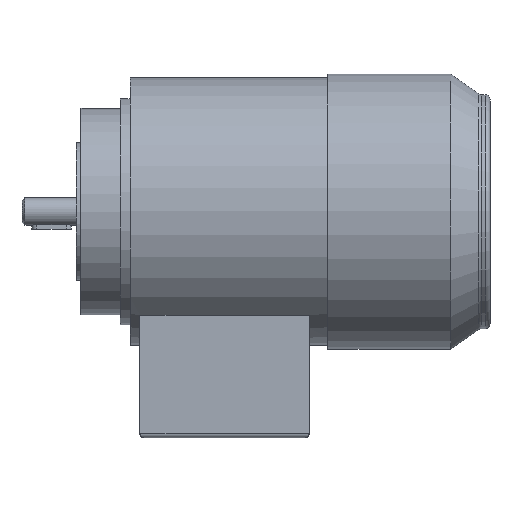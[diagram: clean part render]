
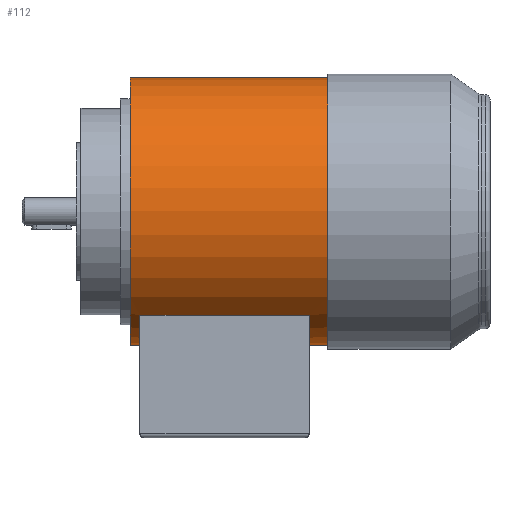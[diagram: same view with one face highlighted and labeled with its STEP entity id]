
A CAD part, top view. The second image highlights one B-rep face of the part: STEP entity #112.
In plain terms, the highlighted cylindrical face has radius 68 mm (diameter 136 mm), a full revolution.
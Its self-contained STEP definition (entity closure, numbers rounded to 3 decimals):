
#112 = ADVANCED_FACE( '', ( #231, #232, #233 ), #234, .T. );
#231 = FACE_OUTER_BOUND( '', #443, .T. );
#232 = FACE_OUTER_BOUND( '', #444, .T. );
#233 = FACE_BOUND( '', #445, .T. );
#234 = CYLINDRICAL_SURFACE( '', #446, 68. );
#443 = EDGE_LOOP( '', ( #793 ) );
#444 = EDGE_LOOP( '', ( #794 ) );
#445 = EDGE_LOOP( '', ( #795, #796, #797, #798 ) );
#446 = AXIS2_PLACEMENT_3D( '', #799, #800, #801 );
#793 = ORIENTED_EDGE( '', *, *, #1062, .F. );
#794 = ORIENTED_EDGE( '', *, *, #1063, .T. );
#795 = ORIENTED_EDGE( '', *, *, #1060, .T. );
#796 = ORIENTED_EDGE( '', *, *, #1064, .T. );
#797 = ORIENTED_EDGE( '', *, *, #1056, .T. );
#798 = ORIENTED_EDGE( '', *, *, #1061, .T. );
#799 = CARTESIAN_POINT( '', ( 272., 0., 0. ) );
#800 = DIRECTION( '', ( 1., 0., 0. ) );
#801 = DIRECTION( '', ( 0., 0., 1. ) );
#1056 = EDGE_CURVE( '', #1226, #1229, #1231, .F. );
#1060 = EDGE_CURVE( '', #1232, #1236, #1238, .F. );
#1061 = EDGE_CURVE( '', #1229, #1232, #1239, .T. );
#1062 = EDGE_CURVE( '', #1240, #1240, #1241, .T. );
#1063 = EDGE_CURVE( '', #1242, #1242, #1243, .T. );
#1064 = EDGE_CURVE( '', #1236, #1226, #1244, .F. );
#1226 = VERTEX_POINT( '', #1543 );
#1229 = VERTEX_POINT( '', #1548 );
#1231 = CIRCLE( '', #1551, 68. );
#1232 = VERTEX_POINT( '', #1552 );
#1236 = VERTEX_POINT( '', #1558 );
#1238 = CIRCLE( '', #1561, 68. );
#1239 = LINE( '', #1562, #1563 );
#1240 = VERTEX_POINT( '', #1564 );
#1241 = CIRCLE( '', #1565, 68. );
#1242 = VERTEX_POINT( '', #1566 );
#1243 = CIRCLE( '', #1567, 68. );
#1244 = LINE( '', #1568, #1569 );
#1543 = CARTESIAN_POINT( '', ( 116., -52.678, 43. ) );
#1548 = CARTESIAN_POINT( '', ( 116., -52.678, -43. ) );
#1551 = AXIS2_PLACEMENT_3D( '', #1741, #1742, #1743 );
#1552 = CARTESIAN_POINT( '', ( 30., -52.678, -43. ) );
#1558 = CARTESIAN_POINT( '', ( 30., -52.678, 43. ) );
#1561 = AXIS2_PLACEMENT_3D( '', #1747, #1748, #1749 );
#1562 = CARTESIAN_POINT( '', ( 272., -52.678, -43. ) );
#1563 = VECTOR( '', #1750, 1000. );
#1564 = CARTESIAN_POINT( '', ( 25., 0., 68. ) );
#1565 = AXIS2_PLACEMENT_3D( '', #1751, #1752, #1753 );
#1566 = CARTESIAN_POINT( '', ( 125.5, 0., 68. ) );
#1567 = AXIS2_PLACEMENT_3D( '', #1754, #1755, #1756 );
#1568 = CARTESIAN_POINT( '', ( 272., -52.678, 43. ) );
#1569 = VECTOR( '', #1757, 1000. );
#1741 = CARTESIAN_POINT( '', ( 116., 0., 0. ) );
#1742 = DIRECTION( '', ( -1., 0., 0. ) );
#1743 = DIRECTION( '', ( 0., 0., 1. ) );
#1747 = CARTESIAN_POINT( '', ( 30., 0., 0. ) );
#1748 = DIRECTION( '', ( 1., 0., 0. ) );
#1749 = DIRECTION( '', ( 0., 0., -1. ) );
#1750 = DIRECTION( '', ( -1., 0., 0. ) );
#1751 = CARTESIAN_POINT( '', ( 25., 0., 0. ) );
#1752 = DIRECTION( '', ( -1., 0., 0. ) );
#1753 = DIRECTION( '', ( 0., 0., 1. ) );
#1754 = CARTESIAN_POINT( '', ( 125.5, 0., 0. ) );
#1755 = DIRECTION( '', ( -1., 0., 0. ) );
#1756 = DIRECTION( '', ( 0., 0., 1. ) );
#1757 = DIRECTION( '', ( -1., 0., 0. ) );
